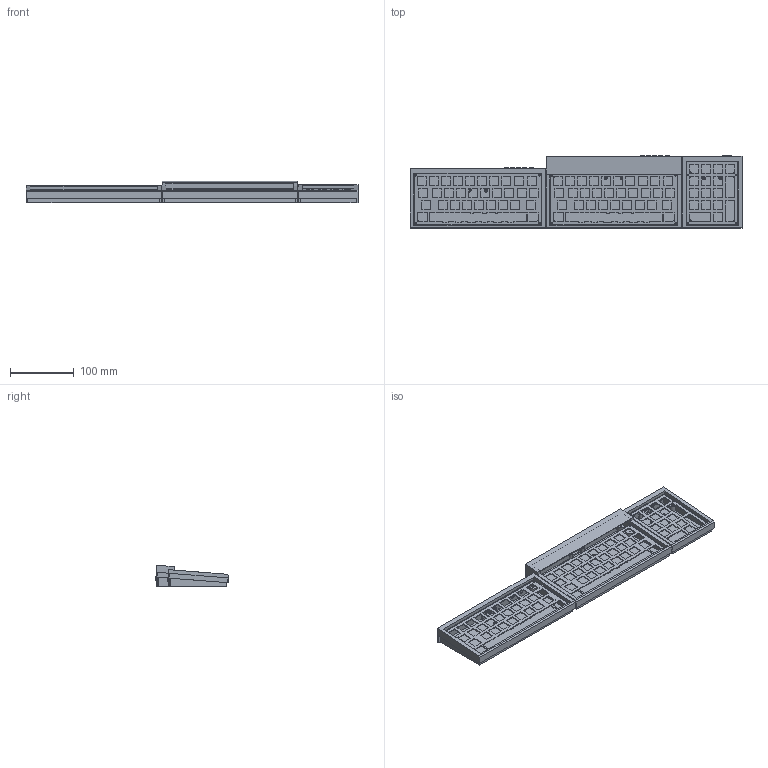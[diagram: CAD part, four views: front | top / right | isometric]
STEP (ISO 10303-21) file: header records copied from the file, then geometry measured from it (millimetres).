
FILE_DESCRIPTION(/* description */ ('KiCad electronic assembly'),/* implementation_level */ '2;1');
FILE_NAME(/* name */ 'qaz_ble v28.step',/* time_stamp */ '2025-08-08T23:26:02+09:00',/* author */ (''),/* organization */ (''),/* preprocessor_version */ 'ST-DEVELOPER v20.1',/* originating_system */ 'Autodesk Translation Framework v14.10.0.0',/* authorisation */ '');
FILE_SCHEMA (('AUTOMOTIVE_DESIGN { 1 0 10303 214 3 1 1 }'));
Length unit declared in the file: millimetre
Products named in the file (23): qaz_ble_v2_switch_plate____ 1; QAZ BLEs(Preview); QAZ BLEs; QAZ BLE; QAZ BLE(4Row); QAZ BLE Case(4Row); QAZ BLE Case Top(4Row); QAZ BLE Case Bottom(4Row); tactile switch caps; QAZ BLE Top Plate(4Row); QAZ BLE(5Row); QAZ BLE Case(5Row) ; QAZ BLE Case Top(5Row) ; QAZ BLE Case Bottom(5Row) ; QAZ BLE Top Plate(5Row); tactile switch caps_1; QAZ NUM BLE; QAZ NUM BLE Case; QAZ NUM BLE Case(Top); QAZ NUM BLE Case(Bottom); QAZ NUM BLE Top Plate; slide switch cap; tactile switch cap
Assembly tree (32 placements, depth 8):
  qaz_ble_v2_switch_plate____ 1
    QAZ BLEs(Preview)
      QAZ BLEs
        QAZ BLE
          QAZ BLE(4Row)
            QAZ BLE Case(4Row)
              QAZ BLE Case Top(4Row)
              QAZ BLE Case Bottom(4Row)
              tactile switch caps
                tactile switch cap  x4
              slide switch cap
              QAZ BLE Top Plate(4Row)
          QAZ BLE(5Row)
            QAZ BLE Case(5Row) 
              QAZ BLE Case Top(5Row) 
              QAZ BLE Case Bottom(5Row) 
              QAZ BLE Top Plate(5Row)
              slide switch cap
              tactile switch caps_1
                tactile switch cap  x4
        QAZ NUM BLE
          QAZ NUM BLE Case
            QAZ NUM BLE Case(Top)
            QAZ NUM BLE Case(Bottom)
            QAZ NUM BLE Top Plate
            slide switch cap
            tactile switch cap
Bounding box: 522.59 x 114.75 x 33.95 mm (x, y, z)
Volume: 297266.9 mm3; surface area: 295703.7 mm2
Topology: 21 solids, 21 shells, 1444 faces, 4023 edges, 2658 vertices
Faces by surface type: plane 930, cylinder 473, cone 41
Full cylindrical faces by diameter (mm): 1.775 x30, 2.2 x8, 4.3 x4, 5 x14, 5.5 x12, 5.85 x9, 6 x18
Entity records: 45191 total; most frequent: CARTESIAN_POINT 7818, ORIENTED_EDGE 7706, DIRECTION 7581, EDGE_CURVE 3853, LINE 2935, VECTOR 2935, VERTEX_POINT 2560, AXIS2_PLACEMENT_3D 2323
